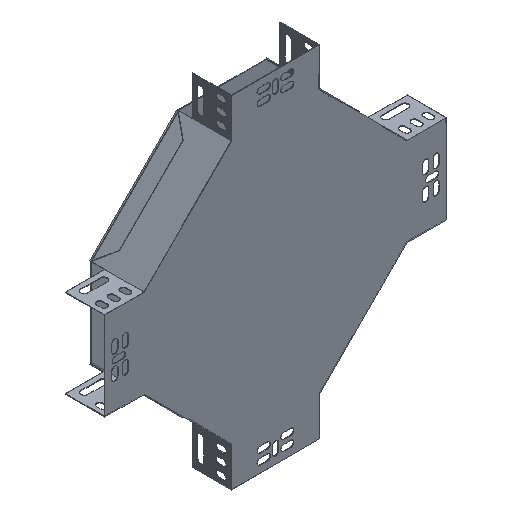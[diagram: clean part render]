
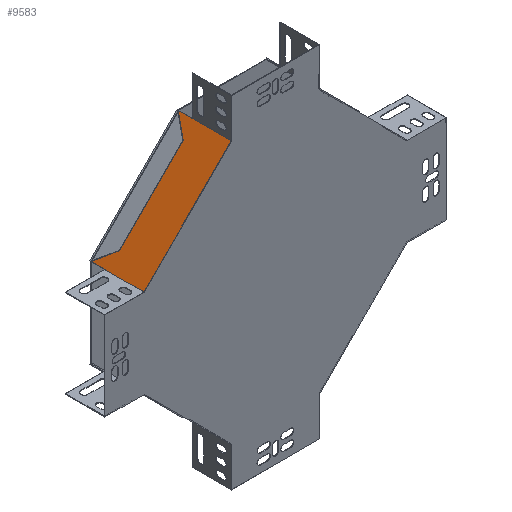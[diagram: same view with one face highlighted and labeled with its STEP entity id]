
A CAD part, isometric view. The second image highlights one B-rep face of the part: STEP entity #9583.
In plain terms, the highlighted planar face has unit normal (-0.707, 0, 0.707).
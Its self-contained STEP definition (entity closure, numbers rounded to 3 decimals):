
#15 = CARTESIAN_POINT ( 'NONE',  ( -142.336, 174.164, 55.05 ) ) ;
#384 = LINE ( 'NONE', #15, #8344 ) ;
#658 = VERTEX_POINT ( 'NONE', #6330 ) ;
#806 = VECTOR ( 'NONE', #9986, 1000. ) ;
#973 = EDGE_CURVE ( 'NONE', #4954, #6027, #384, .T. ) ;
#1814 = EDGE_LOOP ( 'NONE', ( #4848, #6861, #7097, #3547, #3786, #8050 ) ) ;
#1883 = LINE ( 'NONE', #2464, #9752 ) ;
#2045 = EDGE_CURVE ( 'NONE', #9083, #9605, #6216, .T. ) ;
#2464 = CARTESIAN_POINT ( 'NONE',  ( -42.336, 189.164, 155.05 ) ) ;
#3267 = EDGE_CURVE ( 'NONE', #9605, #5546, #1883, .T. ) ;
#3279 = CARTESIAN_POINT ( 'NONE',  ( -142.336, 129.164, 55.05 ) ) ;
#3389 = CARTESIAN_POINT ( 'NONE',  ( -42.336, 189.164, 155.05 ) ) ;
#3547 = ORIENTED_EDGE ( 'NONE', *, *, #2045, .T. ) ;
#3653 = VECTOR ( 'NONE', #8470, 1000. ) ;
#3786 = ORIENTED_EDGE ( 'NONE', *, *, #3267, .T. ) ;
#3887 = LINE ( 'NONE', #7686, #3653 ) ;
#3928 = CARTESIAN_POINT ( 'NONE',  ( -142.336, 189.164, 55.05 ) ) ;
#3954 = AXIS2_PLACEMENT_3D ( 'NONE', #8759, #4244, #9516 ) ;
#4244 = DIRECTION ( 'NONE',  ( 0.707, 0., -0.707 ) ) ;
#4848 = ORIENTED_EDGE ( 'NONE', *, *, #9371, .T. ) ;
#4954 = VERTEX_POINT ( 'NONE', #5131 ) ;
#5131 = CARTESIAN_POINT ( 'NONE',  ( -142.336, 174.164, 55.05 ) ) ;
#5443 = LINE ( 'NONE', #9060, #9476 ) ;
#5473 = DIRECTION ( 'NONE',  ( 0., -1., 0. ) ) ;
#5524 = EDGE_CURVE ( 'NONE', #9083, #6027, #5443, .T. ) ;
#5546 = VERTEX_POINT ( 'NONE', #8335 ) ;
#6027 = VERTEX_POINT ( 'NONE', #3279 ) ;
#6104 = CARTESIAN_POINT ( 'NONE',  ( -42.336, 129.164, 155.05 ) ) ;
#6216 = LINE ( 'NONE', #3389, #6465 ) ;
#6330 = CARTESIAN_POINT ( 'NONE',  ( -142.336, 189.164, 55.05 ) ) ;
#6465 = VECTOR ( 'NONE', #8693, 1000. ) ;
#6492 = PLANE ( 'NONE',  #3954 ) ;
#6775 = DIRECTION ( 'NONE',  ( -0.707, 0., -0.707 ) ) ;
#6861 = ORIENTED_EDGE ( 'NONE', *, *, #973, .T. ) ;
#7026 = DIRECTION ( 'NONE',  ( 0., 1., 0. ) ) ;
#7097 = ORIENTED_EDGE ( 'NONE', *, *, #5524, .F. ) ;
#7686 = CARTESIAN_POINT ( 'NONE',  ( -142.336, 189.164, 55.05 ) ) ;
#8034 = CARTESIAN_POINT ( 'NONE',  ( -42.336, 174.164, 155.05 ) ) ;
#8050 = ORIENTED_EDGE ( 'NONE', *, *, #9881, .T. ) ;
#8335 = CARTESIAN_POINT ( 'NONE',  ( -42.336, 189.164, 155.05 ) ) ;
#8344 = VECTOR ( 'NONE', #5473, 1000. ) ;
#8470 = DIRECTION ( 'NONE',  ( 0., -1., 0. ) ) ;
#8693 = DIRECTION ( 'NONE',  ( 0., 1., 0. ) ) ;
#8759 = CARTESIAN_POINT ( 'NONE',  ( -142.336, 189.164, 55.05 ) ) ;
#8979 = LINE ( 'NONE', #3928, #806 ) ;
#9060 = CARTESIAN_POINT ( 'NONE',  ( -41.536, 129.164, 155.85 ) ) ;
#9082 = FACE_OUTER_BOUND ( 'NONE', #1814, .T. ) ;
#9083 = VERTEX_POINT ( 'NONE', #6104 ) ;
#9371 = EDGE_CURVE ( 'NONE', #658, #4954, #3887, .T. ) ;
#9476 = VECTOR ( 'NONE', #6775, 1000. ) ;
#9516 = DIRECTION ( 'NONE',  ( -0.707, 0., -0.707 ) ) ;
#9583 = ADVANCED_FACE ( 'NONE', ( #9082 ), #6492, .F. ) ;
#9605 = VERTEX_POINT ( 'NONE', #8034 ) ;
#9752 = VECTOR ( 'NONE', #7026, 1000. ) ;
#9881 = EDGE_CURVE ( 'NONE', #5546, #658, #8979, .T. ) ;
#9986 = DIRECTION ( 'NONE',  ( -0.707, 0., -0.707 ) ) ;
